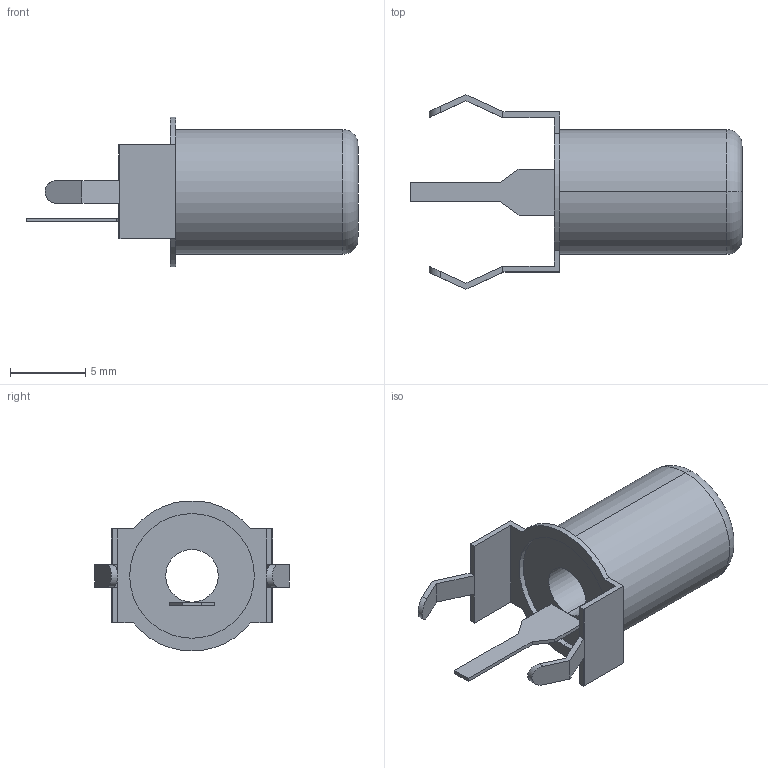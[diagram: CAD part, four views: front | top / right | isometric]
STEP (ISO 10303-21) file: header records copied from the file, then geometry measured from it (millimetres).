
FILE_DESCRIPTION (( 'STEP AP214' ), '1' );
FILE_NAME ('CUI_DEVICES_RCJ-024.step', '2019-10-21T00:04:19', ( '' ), ( '' ), 'SwSTEP 2.0', 'SolidWorks 2019', '' );
FILE_SCHEMA (( 'AUTOMOTIVE_DESIGN' ));
Length unit declared in the file: inch
Products named in the file (1): CUI_DEVICES_RCJ-024
Bounding box: 22.1 x 12.95 x 9.98 mm (x, y, z)
Volume: 564.2 mm3; surface area: 842 mm2
Topology: 2 solids, 3 shells, 58 faces, 146 edges, 94 vertices
Faces by surface type: plane 39, cylinder 15, torus 4
Entity records: 2461 total; most frequent: CARTESIAN_POINT 311, DIRECTION 294, ORIENTED_EDGE 292, EDGE_CURVE 146, VECTOR 108, LINE 108, VERTEX_POINT 94, AXIS2_PLACEMENT_3D 93
